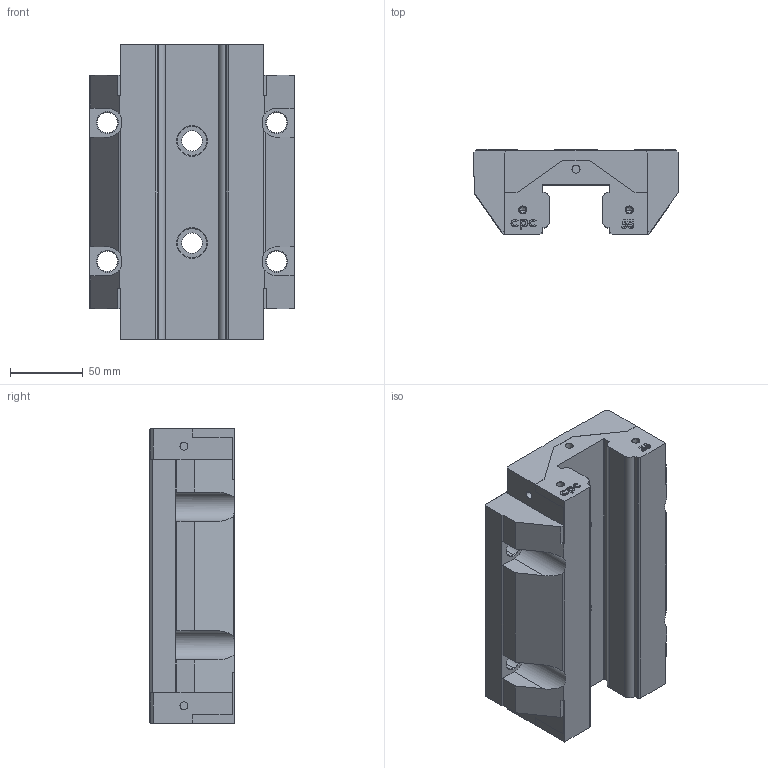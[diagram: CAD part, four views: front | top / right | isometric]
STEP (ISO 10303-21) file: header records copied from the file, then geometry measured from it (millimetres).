
FILE_DESCRIPTION (( 'STEP AP214' ), '1' );
FILE_NAME ('HRC55FL-block.STEP', '2017-02-24T05:14:18', ( '' ), ( '' ), 'SwSTEP 2.0', 'SolidWorks 2010', '' );
FILE_SCHEMA (( 'AUTOMOTIVE_DESIGN' ));
Length unit declared in the file: millimetre
Products named in the file (1): HRC55FL-block
Bounding box: 140 x 58 x 202 mm (x, y, z)
Volume: 1099926.5 mm3; surface area: 109559.3 mm2
Topology: 1 solids, 1 shells, 374 faces, 984 edges, 636 vertices
Faces by surface type: plane 186, bspline 80, cylinder 68, cone 40
Entity records: 19118 total; most frequent: CARTESIAN_POINT 9559, ORIENTED_EDGE 1952, DIRECTION 1562, EDGE_CURVE 976, VECTOR 636, LINE 636, VERTEX_POINT 636, AXIS2_PLACEMENT_3D 463
